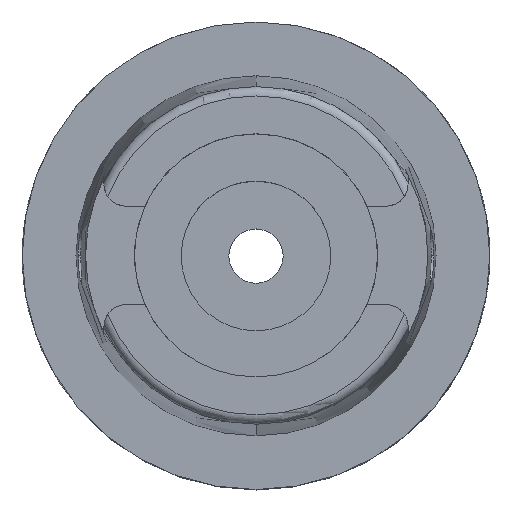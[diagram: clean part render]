
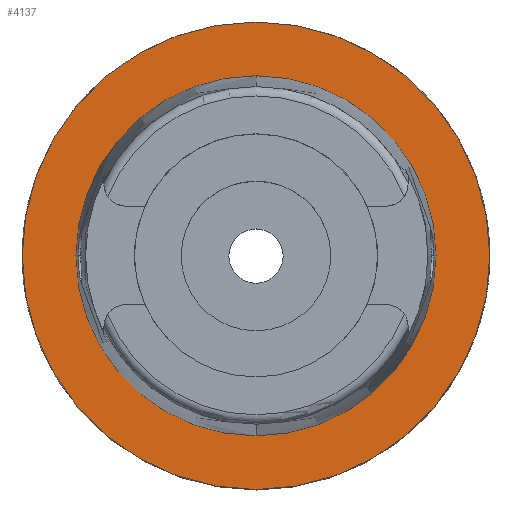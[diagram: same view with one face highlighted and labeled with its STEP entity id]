
A CAD part, top view. The second image highlights one B-rep face of the part: STEP entity #4137.
In plain terms, the highlighted planar face has unit normal (0, 0, 1).
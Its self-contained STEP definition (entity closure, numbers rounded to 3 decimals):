
#1983=CARTESIAN_POINT('',(0.,0.,0.));
#1984=DIRECTION('',(0.,0.,-1.));
#1985=DIRECTION('',(0.,-1.,0.));
#1986=AXIS2_PLACEMENT_3D('',#1983,#1984,#1985);
#1991=CARTESIAN_POINT('',(0.,0.,0.));
#1992=DIRECTION('',(0.,0.,-1.));
#1993=DIRECTION('',(0.,1.,0.));
#1994=AXIS2_PLACEMENT_3D('',#1991,#1992,#1993);
#1999=CARTESIAN_POINT('',(0.,0.,0.));
#2000=DIRECTION('',(0.,0.,1.));
#2001=DIRECTION('',(0.,-1.,0.));
#2002=AXIS2_PLACEMENT_3D('',#1999,#2000,#2001);
#2007=CARTESIAN_POINT('',(0.,0.,0.));
#2008=DIRECTION('',(0.,0.,1.));
#2009=DIRECTION('',(0.,1.,0.));
#2010=AXIS2_PLACEMENT_3D('',#2007,#2008,#2009);
#2442=CARTESIAN_POINT('',(0.,-19.25,0.));
#2443=VERTEX_POINT('',#2442);
#2444=CARTESIAN_POINT('',(0.,19.25,0.));
#2445=VERTEX_POINT('',#2444);
#2723=CARTESIAN_POINT('',(0.,25.,0.));
#2724=VERTEX_POINT('',#2723);
#2725=CARTESIAN_POINT('',(0.,-25.,0.));
#2726=VERTEX_POINT('',#2725);
#4124=CARTESIAN_POINT('',(0.,0.,0.));
#4125=DIRECTION('',(0.,0.,1.));
#4126=DIRECTION('',(0.,1.,0.));
#4127=AXIS2_PLACEMENT_3D('',#4124,#4125,#4126);
#4128=PLANE('',#4127);
#4129=ORIENTED_EDGE('',*,*,#4106,.T.);
#4130=ORIENTED_EDGE('',*,*,#3993,.T.);
#4131=EDGE_LOOP('',(#4129,#4130));
#4132=FACE_OUTER_BOUND('',#4131,.F.);
#4133=ORIENTED_EDGE('',*,*,#2938,.T.);
#4134=ORIENTED_EDGE('',*,*,#2907,.T.);
#4135=EDGE_LOOP('',(#4133,#4134));
#4136=FACE_BOUND('',#4135,.F.);
#1987=CIRCLE('',#1986,25.);
#1995=CIRCLE('',#1994,25.);
#2003=CIRCLE('',#2002,19.25);
#2011=CIRCLE('',#2010,19.25);
#2907=EDGE_CURVE('',#2445,#2443,#2011,.T.);
#2938=EDGE_CURVE('',#2443,#2445,#2003,.T.);
#3993=EDGE_CURVE('',#2724,#2726,#1995,.T.);
#4106=EDGE_CURVE('',#2726,#2724,#1987,.T.);
#4137=ADVANCED_FACE('',(#4132,#4136),#4128,.T.);
